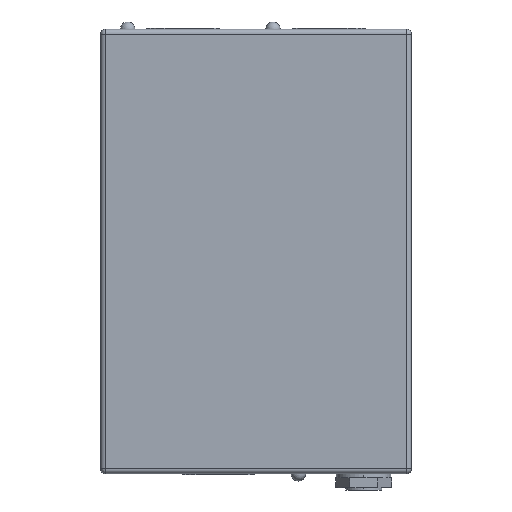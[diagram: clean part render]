
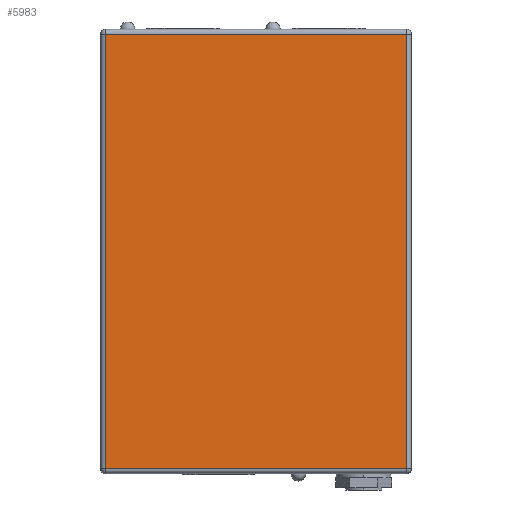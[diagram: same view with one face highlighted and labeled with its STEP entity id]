
A CAD part, front view. The second image highlights one B-rep face of the part: STEP entity #5983.
In plain terms, the highlighted planar face has unit normal (0, -1, 0).
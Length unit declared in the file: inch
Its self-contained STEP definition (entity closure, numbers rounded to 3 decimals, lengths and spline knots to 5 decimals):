
#5983 = ADVANCED_FACE ( 'NONE', ( #43045 ), #44062, .F. ) ;
#13775 = ORIENTED_EDGE ( 'NONE', *, *, #14919, .T. ) ;
#13777 = ORIENTED_EDGE ( 'NONE', *, *, #14921, .T. ) ;
#13778 = ORIENTED_EDGE ( 'NONE', *, *, #14923, .T. ) ;
#13780 = ORIENTED_EDGE ( 'NONE', *, *, #14925, .T. ) ;
#14919 = EDGE_CURVE ( 'NONE', #33438, #33484, #17946, .T. ) ;
#14921 = EDGE_CURVE ( 'NONE', #33484, #33431, #17934, .T. ) ;
#14923 = EDGE_CURVE ( 'NONE', #33431, #33439, #17954, .T. ) ;
#14925 = EDGE_CURVE ( 'NONE', #33439, #33438, #17958, .T. ) ;
#17934 = LINE ( 'NONE', #22940, #17956 ) ;
#17946 = LINE ( 'NONE', #22950, #17952 ) ;
#17952 = VECTOR ( 'NONE', #22951, 39.37008 ) ;
#17954 = LINE ( 'NONE', #22953, #17960 ) ;
#17956 = VECTOR ( 'NONE', #22952, 39.37008 ) ;
#17958 = LINE ( 'NONE', #22955, #17964 ) ;
#17960 = VECTOR ( 'NONE', #22954, 39.37008 ) ;
#17964 = VECTOR ( 'NONE', #22956, 39.37008 ) ;
#22940 = CARTESIAN_POINT ( 'NONE',  ( -1.22323, -0.50394, 1.8061 ) ) ;
#22950 = CARTESIAN_POINT ( 'NONE',  ( -1.2626, -0.50394, 1.76673 ) ) ;
#22951 = DIRECTION ( 'NONE',  ( -1., 0., 0. ) ) ;
#22952 = DIRECTION ( 'NONE',  ( 0., 0., -1. ) ) ;
#22953 = CARTESIAN_POINT ( 'NONE',  ( 1.2626, -0.50394, -1.76673 ) ) ;
#22954 = DIRECTION ( 'NONE',  ( 1., 0., 0. ) ) ;
#22955 = CARTESIAN_POINT ( 'NONE',  ( 1.22323, -0.50394, 1.8061 ) ) ;
#22956 = DIRECTION ( 'NONE',  ( 0., 0., 1. ) ) ;
#33431 = VERTEX_POINT ( 'NONE', #35253 ) ;
#33438 = VERTEX_POINT ( 'NONE', #35260 ) ;
#33439 = VERTEX_POINT ( 'NONE', #35261 ) ;
#33484 = VERTEX_POINT ( 'NONE', #35306 ) ;
#35253 = CARTESIAN_POINT ( 'NONE',  ( -1.22323, -0.50394, -1.76673 ) ) ;
#35260 = CARTESIAN_POINT ( 'NONE',  ( 1.22323, -0.50394, 1.76673 ) ) ;
#35261 = CARTESIAN_POINT ( 'NONE',  ( 1.22323, -0.50394, -1.76673 ) ) ;
#35306 = CARTESIAN_POINT ( 'NONE',  ( -1.22323, -0.50394, 1.76673 ) ) ;
#36079 = EDGE_LOOP ( 'NONE', ( #13775, #13777, #13778, #13780 ) ) ;
#43045 = FACE_OUTER_BOUND ( 'NONE', #36079, .T. ) ;
#43167 = AXIS2_PLACEMENT_3D ( 'NONE', #44063, #44068, #44069 ) ;
#44062 = PLANE ( 'NONE',  #43167 ) ;
#44063 = CARTESIAN_POINT ( 'NONE',  ( -1.2626, -0.50394, 1.8061 ) ) ;
#44068 = DIRECTION ( 'NONE',  ( 0., 1., 0. ) ) ;
#44069 = DIRECTION ( 'NONE',  ( 0., 0., 1. ) ) ;
